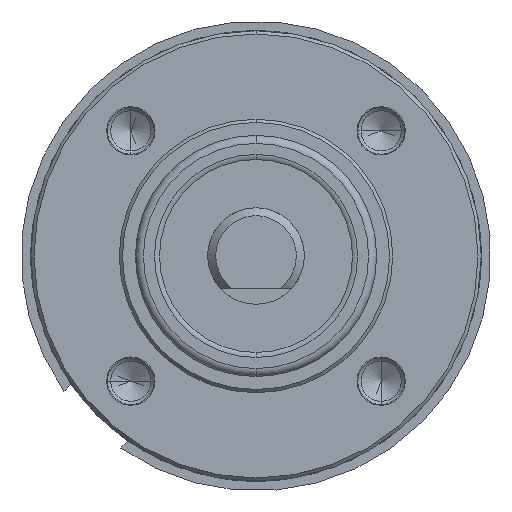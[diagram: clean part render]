
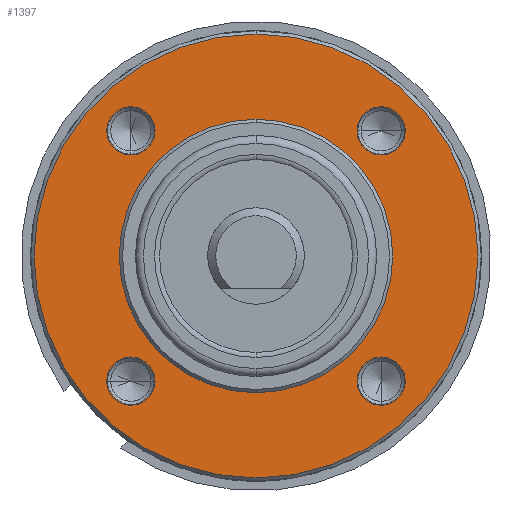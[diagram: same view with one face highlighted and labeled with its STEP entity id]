
A CAD part, left-side view. The second image highlights one B-rep face of the part: STEP entity #1397.
In plain terms, the highlighted planar face has unit normal (-1, 0, 0).
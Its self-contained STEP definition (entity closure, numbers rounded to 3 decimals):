
#415=CARTESIAN_POINT('',(0.,0.,0.));
#416=DIRECTION('',(-1.,0.,0.));
#417=DIRECTION('',(0.,0.,-1.));
#418=AXIS2_PLACEMENT_3D('',#415,#416,#417);
#420=CARTESIAN_POINT('',(0.,0.,0.));
#421=DIRECTION('',(-1.,0.,0.));
#422=DIRECTION('',(0.,0.,1.));
#423=AXIS2_PLACEMENT_3D('',#420,#421,#422);
#425=CARTESIAN_POINT('',(0.,7.778,-7.778));
#426=DIRECTION('',(1.,0.,0.));
#427=DIRECTION('',(0.,1.,0.));
#428=AXIS2_PLACEMENT_3D('',#425,#426,#427);
#430=CARTESIAN_POINT('',(0.,7.778,-7.778));
#431=DIRECTION('',(1.,0.,0.));
#432=DIRECTION('',(0.,-1.,0.));
#433=AXIS2_PLACEMENT_3D('',#430,#431,#432);
#435=CARTESIAN_POINT('',(0.,7.778,7.778));
#436=DIRECTION('',(1.,0.,0.));
#437=DIRECTION('',(0.,0.,1.));
#438=AXIS2_PLACEMENT_3D('',#435,#436,#437);
#440=CARTESIAN_POINT('',(0.,7.778,7.778));
#441=DIRECTION('',(1.,0.,0.));
#442=DIRECTION('',(0.,0.,-1.));
#443=AXIS2_PLACEMENT_3D('',#440,#441,#442);
#445=CARTESIAN_POINT('',(0.,-7.778,-7.778));
#446=DIRECTION('',(1.,0.,0.));
#447=DIRECTION('',(0.,0.,1.));
#448=AXIS2_PLACEMENT_3D('',#445,#446,#447);
#450=CARTESIAN_POINT('',(0.,-7.778,-7.778));
#451=DIRECTION('',(1.,0.,0.));
#452=DIRECTION('',(0.,0.,-1.));
#453=AXIS2_PLACEMENT_3D('',#450,#451,#452);
#455=CARTESIAN_POINT('',(0.,-7.778,7.778));
#456=DIRECTION('',(1.,0.,0.));
#457=DIRECTION('',(0.,1.,0.));
#458=AXIS2_PLACEMENT_3D('',#455,#456,#457);
#460=CARTESIAN_POINT('',(0.,-7.778,7.778));
#461=DIRECTION('',(1.,0.,0.));
#462=DIRECTION('',(0.,-1.,0.));
#463=AXIS2_PLACEMENT_3D('',#460,#461,#462);
#470=CARTESIAN_POINT('',(0.,0.,0.));
#471=DIRECTION('',(1.,0.,0.));
#472=DIRECTION('',(0.,0.,-1.));
#473=AXIS2_PLACEMENT_3D('',#470,#471,#472);
#502=CARTESIAN_POINT('',(0.,0.,0.));
#503=DIRECTION('',(-1.,0.,0.));
#504=DIRECTION('',(0.,0.,-1.));
#505=AXIS2_PLACEMENT_3D('',#502,#503,#504);
#763=CARTESIAN_POINT('',(0.,0.,-8.5));
#764=CARTESIAN_POINT('',(0.,0.,8.5));
#765=VERTEX_POINT('',#763);
#766=VERTEX_POINT('',#764);
#839=CARTESIAN_POINT('',(0.,0.,-13.8));
#840=CARTESIAN_POINT('',(0.,0.,13.8));
#841=VERTEX_POINT('',#839);
#842=VERTEX_POINT('',#840);
#863=CARTESIAN_POINT('',(0.,9.228,-7.778));
#864=CARTESIAN_POINT('',(0.,6.328,-7.778));
#865=VERTEX_POINT('',#863);
#866=VERTEX_POINT('',#864);
#871=CARTESIAN_POINT('',(0.,7.778,9.228));
#872=CARTESIAN_POINT('',(0.,7.778,6.328));
#873=VERTEX_POINT('',#871);
#874=VERTEX_POINT('',#872);
#879=CARTESIAN_POINT('',(0.,-7.778,-6.328));
#880=CARTESIAN_POINT('',(0.,-7.778,-9.228));
#881=VERTEX_POINT('',#879);
#882=VERTEX_POINT('',#880);
#887=CARTESIAN_POINT('',(0.,-6.328,7.778));
#888=CARTESIAN_POINT('',(0.,-9.228,7.778));
#889=VERTEX_POINT('',#887);
#890=VERTEX_POINT('',#888);
#1357=CARTESIAN_POINT('',(0.,0.,0.));
#1358=DIRECTION('',(1.,0.,0.));
#1359=DIRECTION('',(0.,0.,1.));
#1360=AXIS2_PLACEMENT_3D('',#1357,#1358,#1359);
#1361=PLANE('',#1360);
#1363=ORIENTED_EDGE('',*,*,#1362,.F.);
#1364=ORIENTED_EDGE('',*,*,#1347,.F.);
#1365=EDGE_LOOP('',(#1363,#1364));
#1366=FACE_OUTER_BOUND('',#1365,.F.);
#1368=ORIENTED_EDGE('',*,*,#1367,.F.);
#1370=ORIENTED_EDGE('',*,*,#1369,.T.);
#1371=EDGE_LOOP('',(#1368,#1370));
#1372=FACE_BOUND('',#1371,.F.);
#1374=ORIENTED_EDGE('',*,*,#1373,.F.);
#1376=ORIENTED_EDGE('',*,*,#1375,.F.);
#1377=EDGE_LOOP('',(#1374,#1376));
#1378=FACE_BOUND('',#1377,.F.);
#1380=ORIENTED_EDGE('',*,*,#1379,.F.);
#1382=ORIENTED_EDGE('',*,*,#1381,.F.);
#1383=EDGE_LOOP('',(#1380,#1382));
#1384=FACE_BOUND('',#1383,.F.);
#1386=ORIENTED_EDGE('',*,*,#1385,.F.);
#1388=ORIENTED_EDGE('',*,*,#1387,.F.);
#1389=EDGE_LOOP('',(#1386,#1388));
#1390=FACE_BOUND('',#1389,.F.);
#1392=ORIENTED_EDGE('',*,*,#1391,.F.);
#1394=ORIENTED_EDGE('',*,*,#1393,.F.);
#1395=EDGE_LOOP('',(#1392,#1394));
#1396=FACE_BOUND('',#1395,.F.);
#419=CIRCLE('',#418,13.8);
#424=CIRCLE('',#423,13.8);
#429=CIRCLE('',#428,1.45);
#434=CIRCLE('',#433,1.45);
#439=CIRCLE('',#438,1.45);
#444=CIRCLE('',#443,1.45);
#449=CIRCLE('',#448,1.45);
#454=CIRCLE('',#453,1.45);
#459=CIRCLE('',#458,1.45);
#464=CIRCLE('',#463,1.45);
#474=CIRCLE('',#473,8.5);
#506=CIRCLE('',#505,8.5);
#1347=EDGE_CURVE('',#842,#841,#424,.T.);
#1362=EDGE_CURVE('',#841,#842,#419,.T.);
#1367=EDGE_CURVE('',#765,#766,#474,.T.);
#1369=EDGE_CURVE('',#765,#766,#506,.T.);
#1373=EDGE_CURVE('',#865,#866,#429,.T.);
#1375=EDGE_CURVE('',#866,#865,#434,.T.);
#1379=EDGE_CURVE('',#873,#874,#439,.T.);
#1381=EDGE_CURVE('',#874,#873,#444,.T.);
#1385=EDGE_CURVE('',#881,#882,#449,.T.);
#1387=EDGE_CURVE('',#882,#881,#454,.T.);
#1391=EDGE_CURVE('',#889,#890,#459,.T.);
#1393=EDGE_CURVE('',#890,#889,#464,.T.);
#1397=ADVANCED_FACE('',(#1366,#1372,#1378,#1384,#1390,#1396),#1361,.F.);
